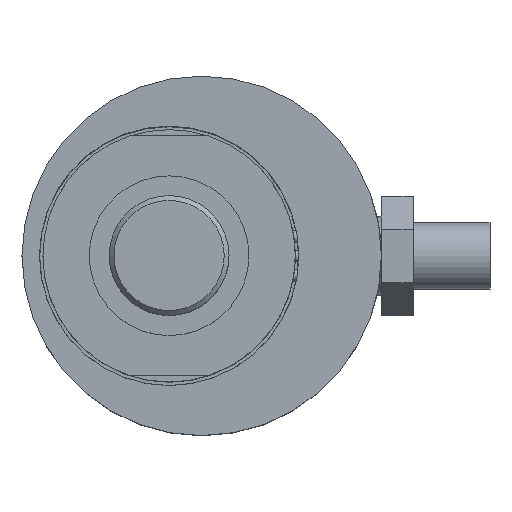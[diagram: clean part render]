
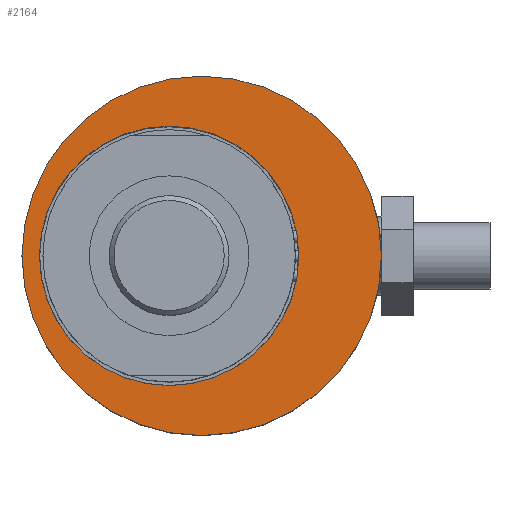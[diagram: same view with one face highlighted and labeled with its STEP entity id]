
A CAD part, top view. The second image highlights one B-rep face of the part: STEP entity #2164.
In plain terms, the highlighted planar face has unit normal (0, 0, 1).
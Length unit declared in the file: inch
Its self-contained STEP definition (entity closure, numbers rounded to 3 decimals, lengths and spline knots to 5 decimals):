
#898=CARTESIAN_POINT('',(-0.406,0.,0.275));
#899=VERTEX_POINT('',#898);
#900=CARTESIAN_POINT('',(0.406,0.,0.275));
#901=VERTEX_POINT('',#900);
#902=CARTESIAN_POINT('',(0.,0.,0.275));
#903=DIRECTION('',(0.0,0.0,-1.0));
#904=DIRECTION('',(1.0,0.0,0.0));
#905=AXIS2_PLACEMENT_3D('',#902,#903,#904);
#906=CIRCLE('',#905,0.406);
#907=EDGE_CURVE('',#899,#901,#906,.T.);
#909=CARTESIAN_POINT('',(0.,0.,0.275));
#910=DIRECTION('',(0.0,0.0,-1.0));
#911=DIRECTION('',(1.0,0.0,0.0));
#912=AXIS2_PLACEMENT_3D('',#909,#910,#911);
#913=CIRCLE('',#912,0.406);
#914=EDGE_CURVE('',#901,#899,#913,.T.);
#2126=CARTESIAN_POINT('',(0.6645,0.,0.275));
#2127=VERTEX_POINT('',#2126);
#2128=CARTESIAN_POINT('',(0.102,0.,0.275));
#2129=DIRECTION('',(0.0,0.0,-1.0));
#2130=DIRECTION('',(1.0,0.0,0.0));
#2131=AXIS2_PLACEMENT_3D('',#2128,#2129,#2130);
#2132=CIRCLE('',#2131,0.5625);
#2133=EDGE_CURVE('',#2127,#2127,#2132,.T.);
#2152=CARTESIAN_POINT('',(0.6645,0.,0.275));
#2153=DIRECTION('',(0.0,0.0,1.0));
#2154=DIRECTION('',(1.0,0.0,0.0));
#2155=AXIS2_PLACEMENT_3D('',#2152,#2153,#2154);
#2156=PLANE('',#2155);
#2157=ORIENTED_EDGE('',*,*,#2133,.F.);
#2158=EDGE_LOOP('',(#2157));
#2159=FACE_OUTER_BOUND('',#2158,.T.);
#2160=ORIENTED_EDGE('',*,*,#907,.T.);
#2161=ORIENTED_EDGE('',*,*,#914,.T.);
#2162=EDGE_LOOP('',(#2160,#2161));
#2163=FACE_BOUND('',#2162,.T.);
#2164=ADVANCED_FACE('',(#2159,#2163),#2156,.T.);
